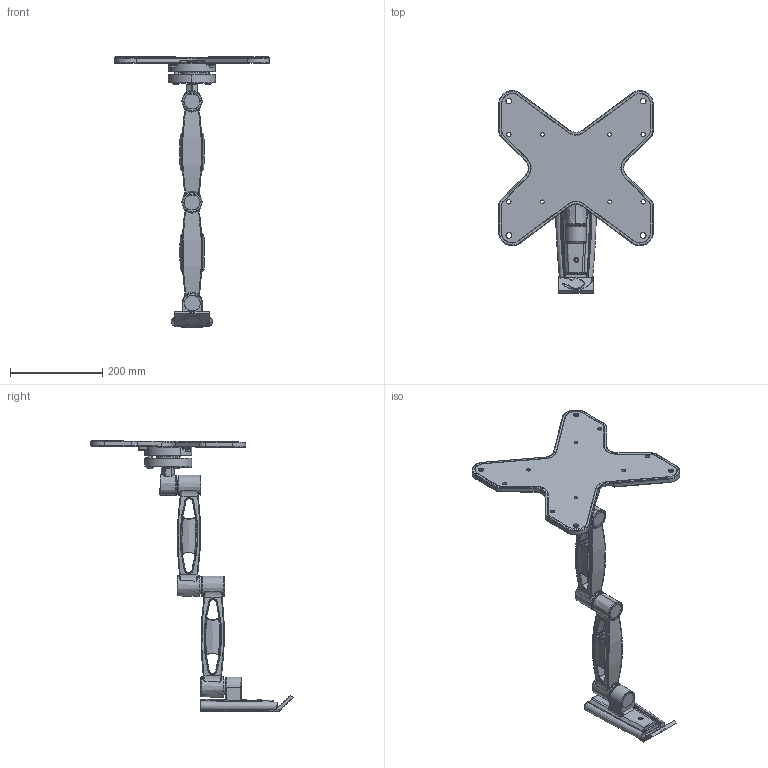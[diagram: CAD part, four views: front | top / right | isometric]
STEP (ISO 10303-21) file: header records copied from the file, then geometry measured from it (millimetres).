
FILE_DESCRIPTION(('FreeCAD Model'),'2;1');
FILE_NAME('Open CASCADE Shape Model','2025-05-03T02:40:03',('FreeCAD'),( 'FreeCAD'),'Open CASCADE STEP processor 7.6','FreeCAD','Unknown');
FILE_SCHEMA(('AUTOMOTIVE_DESIGN { 1 0 10303 214 1 1 1 1 }'));
Products named in the file (1): Open CASCADE STEP translator 7.6 1
Bounding box: 334.75 x 437.9 x 586.26 mm (x, y, z)
Volume: 1989619.6 mm3; surface area: 735091.2 mm2
Topology: 43 solids, 46 shells, 2537 faces, 6338 edges, 3887 vertices
Faces by surface type: bspline 2537
Entity records: 103947 total; most frequent: CARTESIAN_POINT 68959, ORIENTED_EDGE 12554, EDGE_CURVE 6277, VERTEX_POINT 3887, B_SPLINE_CURVE_WITH_KNOTS 3366, FACE_BOUND 2754, EDGE_LOOP 2754, ADVANCED_FACE 2537
